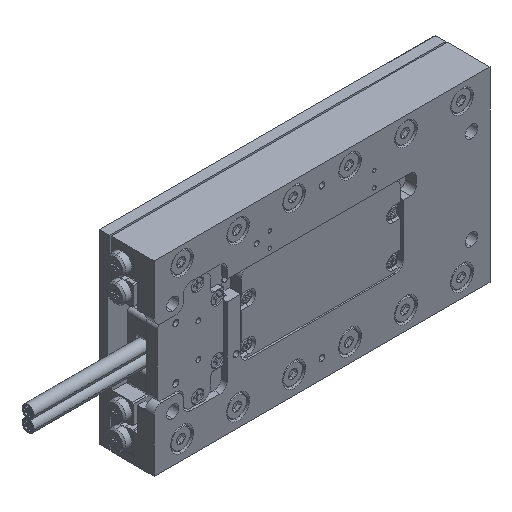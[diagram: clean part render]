
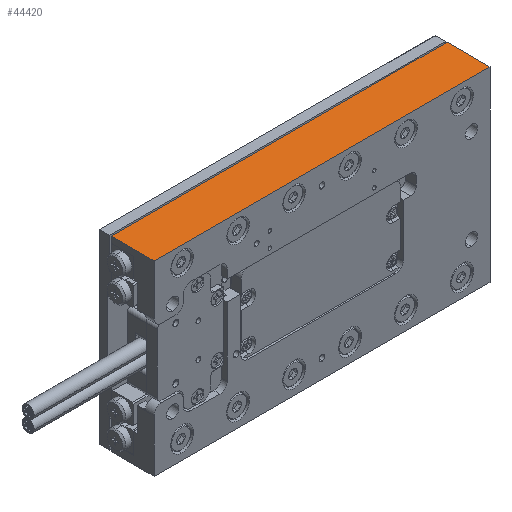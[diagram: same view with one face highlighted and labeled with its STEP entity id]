
A CAD part, isometric view. The second image highlights one B-rep face of the part: STEP entity #44420.
In plain terms, the highlighted planar face has unit normal (0, 0, 1).
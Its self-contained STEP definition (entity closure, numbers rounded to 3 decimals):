
#476 = EDGE_LOOP ( 'NONE', ( #16153, #14283, #44830, #67706 ) ) ;
#2788 = EDGE_CURVE ( 'NONE', #17474, #57065, #40640, .T. ) ;
#2926 = EDGE_CURVE ( 'NONE', #40722, #60606, #34048, .T. ) ;
#4605 = LINE ( 'NONE', #28209, #46986 ) ;
#14283 = ORIENTED_EDGE ( 'NONE', *, *, #2926, .F. ) ;
#14937 = AXIS2_PLACEMENT_3D ( 'NONE', #57047, #27688, #64021 ) ;
#15767 = CARTESIAN_POINT ( 'NONE',  ( 45., 11.5, 25. ) ) ;
#15885 = DIRECTION ( 'NONE',  ( 0., -1., 0. ) ) ;
#16153 = ORIENTED_EDGE ( 'NONE', *, *, #42472, .T. ) ;
#16989 = DIRECTION ( 'NONE',  ( 1., 0., 0. ) ) ;
#17048 = CARTESIAN_POINT ( 'NONE',  ( -45., 5.5, 25. ) ) ;
#17474 = VERTEX_POINT ( 'NONE', #61151 ) ;
#24299 = VECTOR ( 'NONE', #15885, 1000. ) ;
#25049 = EDGE_CURVE ( 'NONE', #17474, #40722, #4605, .T. ) ;
#27688 = DIRECTION ( 'NONE',  ( 0., 0., -1. ) ) ;
#28209 = CARTESIAN_POINT ( 'NONE',  ( -51.357, 11.5, 25. ) ) ;
#30147 = CARTESIAN_POINT ( 'NONE',  ( -45., 0., 25. ) ) ;
#34048 = LINE ( 'NONE', #39868, #24299 ) ;
#35194 = DIRECTION ( 'NONE',  ( 1., 0., 0. ) ) ;
#39868 = CARTESIAN_POINT ( 'NONE',  ( 45., 5.5, 25. ) ) ;
#40640 = LINE ( 'NONE', #17048, #69903 ) ;
#40722 = VERTEX_POINT ( 'NONE', #15767 ) ;
#42472 = EDGE_CURVE ( 'NONE', #57065, #60606, #74051, .T. ) ;
#44420 = ADVANCED_FACE ( 'NONE', ( #45853 ), #46244, .F. ) ;
#44830 = ORIENTED_EDGE ( 'NONE', *, *, #25049, .F. ) ;
#45853 = FACE_OUTER_BOUND ( 'NONE', #476, .T. ) ;
#46244 = PLANE ( 'NONE',  #14937 ) ;
#46878 = VECTOR ( 'NONE', #35194, 1000. ) ;
#46986 = VECTOR ( 'NONE', #16989, 1000. ) ;
#54296 = CARTESIAN_POINT ( 'NONE',  ( 45., 0., 25. ) ) ;
#57047 = CARTESIAN_POINT ( 'NONE',  ( -45., 5.5, 25. ) ) ;
#57065 = VERTEX_POINT ( 'NONE', #30147 ) ;
#60606 = VERTEX_POINT ( 'NONE', #54296 ) ;
#61151 = CARTESIAN_POINT ( 'NONE',  ( -45., 11.5, 25. ) ) ;
#63455 = DIRECTION ( 'NONE',  ( 0., -1., 0. ) ) ;
#64021 = DIRECTION ( 'NONE',  ( -1., 0., 0. ) ) ;
#64976 = CARTESIAN_POINT ( 'NONE',  ( -45., 0., 25. ) ) ;
#67706 = ORIENTED_EDGE ( 'NONE', *, *, #2788, .T. ) ;
#69903 = VECTOR ( 'NONE', #63455, 1000. ) ;
#74051 = LINE ( 'NONE', #64976, #46878 ) ;
